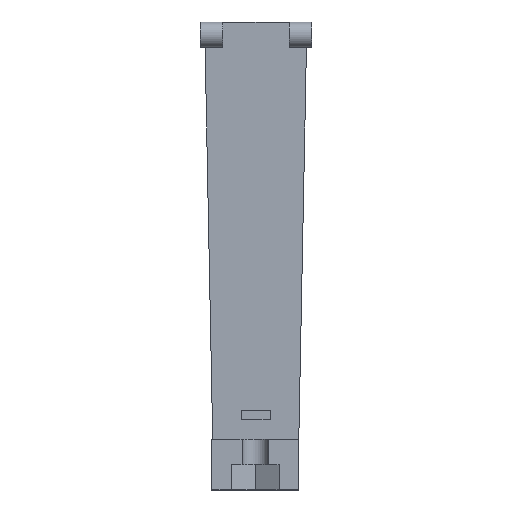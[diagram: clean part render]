
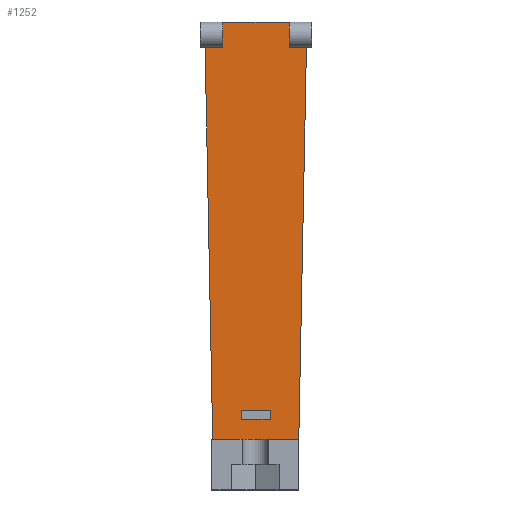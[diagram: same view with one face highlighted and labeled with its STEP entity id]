
A CAD part, front view. The second image highlights one B-rep face of the part: STEP entity #1252.
In plain terms, the highlighted face is planar.
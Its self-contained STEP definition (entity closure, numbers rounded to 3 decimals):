
#57=FACE_BOUND('',#213,.T.);
#88=PLANE('',#1356);
#140=FACE_OUTER_BOUND('',#212,.T.);
#212=EDGE_LOOP('',(#1007,#1008,#1009,#1010,#1011,#1012,#1013,#1014,#1015,
#1016));
#213=EDGE_LOOP('',(#1017,#1018,#1019,#1020));
#324=LINE('',#1906,#460);
#327=LINE('',#1912,#463);
#328=LINE('',#1914,#464);
#329=LINE('',#1916,#465);
#330=LINE('',#1918,#466);
#331=LINE('',#1920,#467);
#332=LINE('',#1922,#468);
#333=LINE('',#1924,#469);
#334=LINE('',#1926,#470);
#335=LINE('',#1928,#471);
#336=LINE('',#1929,#472);
#337=LINE('',#1931,#473);
#338=LINE('',#1933,#474);
#339=LINE('',#1934,#475);
#460=VECTOR('',#1561,10.);
#463=VECTOR('',#1566,10.);
#464=VECTOR('',#1567,10.);
#465=VECTOR('',#1568,10.);
#466=VECTOR('',#1569,10.);
#467=VECTOR('',#1570,10.);
#468=VECTOR('',#1571,10.);
#469=VECTOR('',#1572,10.);
#470=VECTOR('',#1573,10.);
#471=VECTOR('',#1574,10.);
#472=VECTOR('',#1575,10.);
#473=VECTOR('',#1576,10.);
#474=VECTOR('',#1577,10.);
#475=VECTOR('',#1578,10.);
#611=VERTEX_POINT('',#1904);
#612=VERTEX_POINT('',#1905);
#613=VERTEX_POINT('',#1910);
#614=VERTEX_POINT('',#1911);
#615=VERTEX_POINT('',#1913);
#616=VERTEX_POINT('',#1915);
#617=VERTEX_POINT('',#1917);
#618=VERTEX_POINT('',#1919);
#619=VERTEX_POINT('',#1921);
#620=VERTEX_POINT('',#1923);
#621=VERTEX_POINT('',#1925);
#622=VERTEX_POINT('',#1927);
#623=VERTEX_POINT('',#1930);
#624=VERTEX_POINT('',#1932);
#753=EDGE_CURVE('',#611,#612,#324,.T.);
#756=EDGE_CURVE('',#613,#614,#327,.T.);
#757=EDGE_CURVE('',#615,#613,#328,.T.);
#758=EDGE_CURVE('',#616,#615,#329,.T.);
#759=EDGE_CURVE('',#617,#616,#330,.T.);
#760=EDGE_CURVE('',#617,#618,#331,.T.);
#761=EDGE_CURVE('',#618,#619,#332,.T.);
#762=EDGE_CURVE('',#620,#619,#333,.T.);
#763=EDGE_CURVE('',#620,#621,#334,.T.);
#764=EDGE_CURVE('',#621,#622,#335,.T.);
#765=EDGE_CURVE('',#622,#614,#336,.T.);
#766=EDGE_CURVE('',#623,#611,#337,.T.);
#767=EDGE_CURVE('',#612,#624,#338,.T.);
#768=EDGE_CURVE('',#624,#623,#339,.T.);
#1007=ORIENTED_EDGE('',*,*,#756,.F.);
#1008=ORIENTED_EDGE('',*,*,#757,.F.);
#1009=ORIENTED_EDGE('',*,*,#758,.F.);
#1010=ORIENTED_EDGE('',*,*,#759,.F.);
#1011=ORIENTED_EDGE('',*,*,#760,.T.);
#1012=ORIENTED_EDGE('',*,*,#761,.T.);
#1013=ORIENTED_EDGE('',*,*,#762,.F.);
#1014=ORIENTED_EDGE('',*,*,#763,.T.);
#1015=ORIENTED_EDGE('',*,*,#764,.T.);
#1016=ORIENTED_EDGE('',*,*,#765,.T.);
#1017=ORIENTED_EDGE('',*,*,#766,.T.);
#1018=ORIENTED_EDGE('',*,*,#753,.T.);
#1019=ORIENTED_EDGE('',*,*,#767,.T.);
#1020=ORIENTED_EDGE('',*,*,#768,.T.);
#1252=ADVANCED_FACE('',(#140,#57),#88,.T.);
#1356=AXIS2_PLACEMENT_3D('',#1909,#1564,#1565);
#1561=DIRECTION('',(0.,0.,-1.));
#1564=DIRECTION('center_axis',(-1.,0.,0.));
#1565=DIRECTION('ref_axis',(0.,-1.,0.));
#1566=DIRECTION('',(0.,0.019,1.));
#1567=DIRECTION('',(0.,1.,0.));
#1568=DIRECTION('',(0.,0.019,-1.));
#1569=DIRECTION('',(0.,0.,-1.));
#1570=DIRECTION('',(0.,1.,0.));
#1571=DIRECTION('',(0.,0.,1.));
#1572=DIRECTION('',(0.,-1.,0.));
#1573=DIRECTION('',(0.,0.,-1.));
#1574=DIRECTION('',(0.,1.,0.));
#1575=DIRECTION('',(0.,0.,-1.));
#1576=DIRECTION('',(0.,-1.,0.));
#1577=DIRECTION('',(0.,1.,0.));
#1578=DIRECTION('',(0.,0.,1.));
#1904=CARTESIAN_POINT('',(-8.013,-31.046,15.761));
#1905=CARTESIAN_POINT('',(-8.013,-31.046,13.961));
#1906=CARTESIAN_POINT('',(-8.013,-31.046,54.006));
#1909=CARTESIAN_POINT('Origin',(-8.013,-18.183,94.05));
#1910=CARTESIAN_POINT('',(-8.013,-19.683,9.95));
#1911=CARTESIAN_POINT('',(-8.013,-18.183,86.95));
#1912=CARTESIAN_POINT('',(-8.013,-18.489,71.249));
#1913=CARTESIAN_POINT('',(-8.013,-36.683,9.95));
#1914=CARTESIAN_POINT('',(-8.013,-18.183,9.95));
#1915=CARTESIAN_POINT('',(-8.013,-38.183,86.95));
#1916=CARTESIAN_POINT('',(-8.013,-37.873,71.054));
#1917=CARTESIAN_POINT('',(-8.013,-38.183,87.45));
#1918=CARTESIAN_POINT('',(-8.013,-38.183,79.95));
#1919=CARTESIAN_POINT('',(-8.013,-34.783,87.45));
#1920=CARTESIAN_POINT('',(-8.013,-25.033,87.45));
#1921=CARTESIAN_POINT('',(-8.013,-34.783,92.45));
#1922=CARTESIAN_POINT('',(-8.013,-34.783,93.25));
#1923=CARTESIAN_POINT('',(-8.013,-21.683,92.45));
#1924=CARTESIAN_POINT('',(-8.013,-21.383,92.45));
#1925=CARTESIAN_POINT('',(-8.013,-21.683,87.45));
#1926=CARTESIAN_POINT('',(-8.013,-21.683,90.75));
#1927=CARTESIAN_POINT('',(-8.013,-18.183,87.45));
#1928=CARTESIAN_POINT('',(-8.013,-17.708,87.45));
#1929=CARTESIAN_POINT('',(-8.013,-18.183,94.05));
#1930=CARTESIAN_POINT('',(-8.013,-25.346,15.761));
#1931=CARTESIAN_POINT('',(-8.013,-24.565,15.761));
#1932=CARTESIAN_POINT('',(-8.013,-25.346,13.961));
#1933=CARTESIAN_POINT('',(-8.013,-24.565,13.961));
#1934=CARTESIAN_POINT('',(-8.013,-25.346,54.006));
